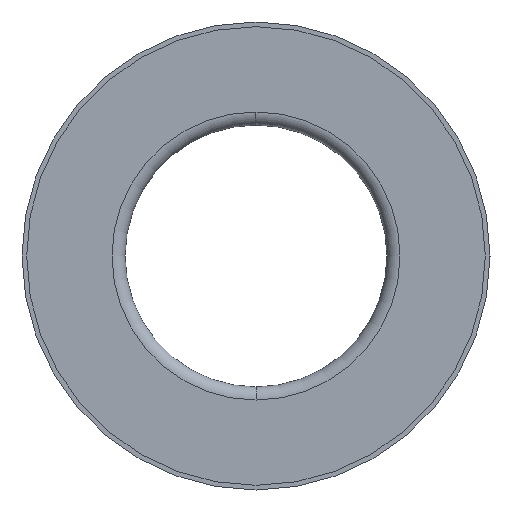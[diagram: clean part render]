
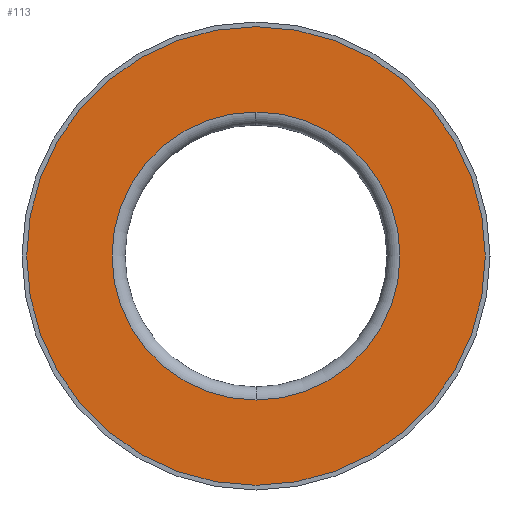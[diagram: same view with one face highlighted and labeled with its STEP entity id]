
A CAD part, front view. The second image highlights one B-rep face of the part: STEP entity #113.
In plain terms, the highlighted planar face has unit normal (0, -1, 0).
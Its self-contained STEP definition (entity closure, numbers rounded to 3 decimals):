
#2 = ORIENTED_EDGE ( 'NONE', *, *, #5, .F. ) ;
#5 = EDGE_CURVE ( 'NONE', #214, #234, #525, .T. ) ;
#29 = DIRECTION ( 'NONE',  ( 0., -1., 0. ) ) ;
#69 = CARTESIAN_POINT ( 'NONE',  ( 0., -5., 0. ) ) ;
#88 = CIRCLE ( 'NONE', #491, 3.504 ) ;
#109 = EDGE_LOOP ( 'NONE', ( #2, #154 ) ) ;
#113 = ADVANCED_FACE ( 'NONE', ( #543, #278 ), #594, .T. ) ;
#132 = AXIS2_PLACEMENT_3D ( 'NONE', #421, #635, #584 ) ;
#136 = DIRECTION ( 'NONE',  ( -1., 0., 0. ) ) ;
#142 = DIRECTION ( 'NONE',  ( 0., 1., 0. ) ) ;
#148 = CARTESIAN_POINT ( 'NONE',  ( 0., -5., 3.504 ) ) ;
#154 = ORIENTED_EDGE ( 'NONE', *, *, #219, .F. ) ;
#173 = EDGE_CURVE ( 'NONE', #618, #254, #224, .T. ) ;
#214 = VERTEX_POINT ( 'NONE', #148 ) ;
#219 = EDGE_CURVE ( 'NONE', #234, #214, #88, .T. ) ;
#224 = CIRCLE ( 'NONE', #236, 2.2 ) ;
#234 = VERTEX_POINT ( 'NONE', #445 ) ;
#236 = AXIS2_PLACEMENT_3D ( 'NONE', #390, #142, #337 ) ;
#241 = CARTESIAN_POINT ( 'NONE',  ( 0., -5., 2.852 ) ) ;
#254 = VERTEX_POINT ( 'NONE', #375 ) ;
#263 = AXIS2_PLACEMENT_3D ( 'NONE', #241, #29, #136 ) ;
#278 = FACE_BOUND ( 'NONE', #507, .T. ) ;
#295 = DIRECTION ( 'NONE',  ( 0., 1., 0. ) ) ;
#310 = AXIS2_PLACEMENT_3D ( 'NONE', #330, #441, #548 ) ;
#330 = CARTESIAN_POINT ( 'NONE',  ( 0., -5., 0. ) ) ;
#336 = ORIENTED_EDGE ( 'NONE', *, *, #173, .T. ) ;
#337 = DIRECTION ( 'NONE',  ( 0., 0., 1. ) ) ;
#347 = DIRECTION ( 'NONE',  ( 0., 0., 1. ) ) ;
#349 = ORIENTED_EDGE ( 'NONE', *, *, #460, .T. ) ;
#375 = CARTESIAN_POINT ( 'NONE',  ( 0., -5., 2.2 ) ) ;
#390 = CARTESIAN_POINT ( 'NONE',  ( 0., -5., 0. ) ) ;
#418 = CIRCLE ( 'NONE', #310, 2.2 ) ;
#421 = CARTESIAN_POINT ( 'NONE',  ( 0., -5., 0. ) ) ;
#441 = DIRECTION ( 'NONE',  ( 0., 1., 0. ) ) ;
#445 = CARTESIAN_POINT ( 'NONE',  ( 0., -5., -3.504 ) ) ;
#460 = EDGE_CURVE ( 'NONE', #254, #618, #418, .T. ) ;
#491 = AXIS2_PLACEMENT_3D ( 'NONE', #69, #295, #347 ) ;
#507 = EDGE_LOOP ( 'NONE', ( #349, #336 ) ) ;
#525 = CIRCLE ( 'NONE', #132, 3.504 ) ;
#543 = FACE_OUTER_BOUND ( 'NONE', #109, .T. ) ;
#548 = DIRECTION ( 'NONE',  ( 0., 0., 1. ) ) ;
#568 = CARTESIAN_POINT ( 'NONE',  ( 0., -5., -2.2 ) ) ;
#584 = DIRECTION ( 'NONE',  ( 0., 0., 1. ) ) ;
#594 = PLANE ( 'NONE',  #263 ) ;
#618 = VERTEX_POINT ( 'NONE', #568 ) ;
#635 = DIRECTION ( 'NONE',  ( 0., 1., 0. ) ) ;
